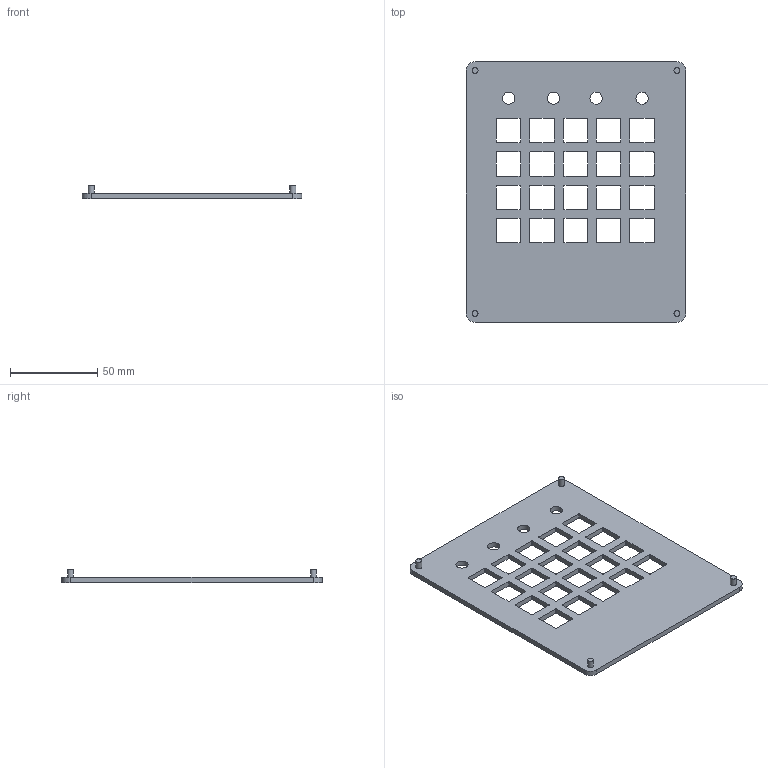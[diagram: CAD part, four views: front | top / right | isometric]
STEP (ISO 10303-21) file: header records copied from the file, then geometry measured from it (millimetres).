
FILE_DESCRIPTION(('FreeCAD Model'),'2;1');
FILE_NAME('Open CASCADE Shape Model','2025-07-18T22:34:33',(''),(''), 'Open CASCADE STEP processor 7.8','FreeCAD','Unknown');
FILE_SCHEMA(('AUTOMOTIVE_DESIGN { 1 0 10303 214 1 1 1 1 }'));
Length unit declared in the file: millimetre
Products named in the file (4): TOP; Body; ShapeString (mirrored); ShapeString (mirrored)001
Assembly tree (3 placements, depth 2):
  TOP
    Body
    ShapeString (mirrored)
    ShapeString (mirrored)001
Bounding box: 125.5 x 149 x 7.5 mm (x, y, z)
Volume: 43988.6 mm3; surface area: 34864.6 mm2
Topology: 1 solids, 23 shells, 204 faces, 1070 edges, 894 vertices
Faces by surface type: plane 112, cylinder 92
Full cylindrical faces by diameter (mm): 3.4 x4, 7 x4
Entity records: 11006 total; most frequent: CARTESIAN_POINT 2824, ORIENTED_EDGE 1598, DIRECTION 1344, EDGE_CURVE 1070, VERTEX_POINT 894, LINE 560, VECTOR 560, AXIS2_PLACEMENT_3D 392
